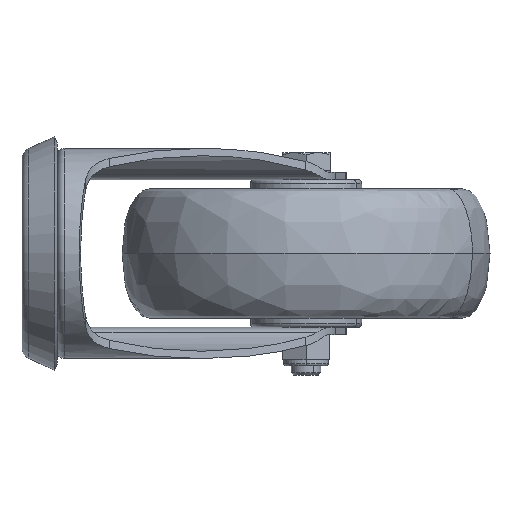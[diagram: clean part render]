
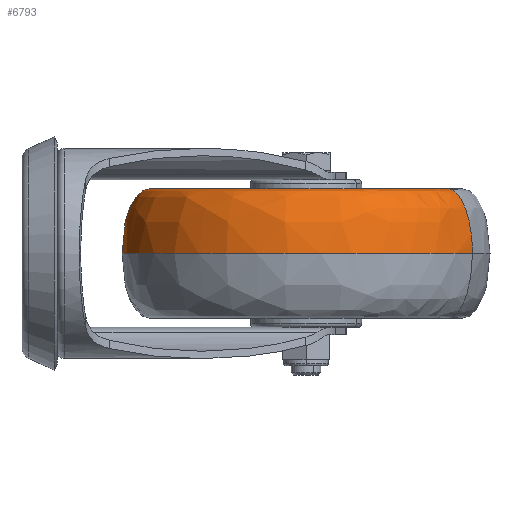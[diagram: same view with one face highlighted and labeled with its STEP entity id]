
A CAD part, left-side view. The second image highlights one B-rep face of the part: STEP entity #6793.
In plain terms, the highlighted free-form (B-spline) face has degree [3, 3] with [4, 4] control points.
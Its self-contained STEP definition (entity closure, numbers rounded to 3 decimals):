
#88 = DIRECTION ( 'NONE',  ( 0., 0., 1. ) ) ;
#285 = CARTESIAN_POINT ( 'NONE',  ( 53.604, -31.908, 10.251 ) ) ;
#586 = CARTESIAN_POINT ( 'NONE',  ( 50.364, -38.672, 17.5 ) ) ;
#692 = EDGE_CURVE ( 'NONE', #2631, #8428, #1219, .T. ) ;
#1205 = AXIS2_PLACEMENT_3D ( 'NONE', #15411, #88, #9415 ) ;
#1219 =( BOUNDED_CURVE ( )  B_SPLINE_CURVE ( 3, ( #14201, #14120, #11948, #10696 ),
 .UNSPECIFIED., .F., .F. ) 
 B_SPLINE_CURVE_WITH_KNOTS ( ( 4, 4 ),
 ( 4.712, 6.283 ),
 .UNSPECIFIED. ) 
 CURVE ( )  GEOMETRIC_REPRESENTATION_ITEM ( )  RATIONAL_B_SPLINE_CURVE ( ( 1., 0.805, 0.805, 1. ) ) 
 REPRESENTATION_ITEM ( '' )  );
#1459 = CARTESIAN_POINT ( 'NONE',  ( 52.262, -34.71, 17.5 ) ) ;
#2631 = VERTEX_POINT ( 'NONE', #6214 ) ;
#2712 = CARTESIAN_POINT ( 'NONE',  ( 10.396, -122.092, 0. ) ) ;
#2797 = CARTESIAN_POINT ( 'NONE',  ( -63.019, -78.6, 17.5 ) ) ;
#2995 = CARTESIAN_POINT ( 'NONE',  ( 10.396, -122.092, 10.251 ) ) ;
#3824 = CARTESIAN_POINT ( 'NONE',  ( 11.738, -119.29, 17.5 ) ) ;
#3872 = CARTESIAN_POINT ( 'NONE',  ( 11.738, -119.29, 17.5 ) ) ;
#4767 = ORIENTED_EDGE ( 'NONE', *, *, #5173, .T. ) ;
#5008 = EDGE_CURVE ( 'NONE', #6603, #8263, #12471, .T. ) ;
#5069 = CARTESIAN_POINT ( 'NONE',  ( -79.788, -78.883, 0. ) ) ;
#5173 = EDGE_CURVE ( 'NONE', #2631, #8263, #14617, .T. ) ;
#5654 =( BOUNDED_SURFACE ( )  B_SPLINE_SURFACE ( 3, 3, ( 
 ( #6092, #2797, #7238, #8655 ),
 ( #3824, #8577, #7413, #1459 ),
 ( #12370, #6237, #11017, #285 ),
 ( #2712, #5069, #11103, #7486 ) ),
 .UNSPECIFIED., .F., .F., .F. ) 
 B_SPLINE_SURFACE_WITH_KNOTS ( ( 4, 4 ),
 ( 4, 4 ),
 ( 0., 1. ),
 ( 0., 1. ),
 .UNSPECIFIED. ) 
 GEOMETRIC_REPRESENTATION_ITEM ( )  RATIONAL_B_SPLINE_SURFACE ( (
 ( 1., 0.333, 0.333, 1.),
 ( 0.805, 0.268, 0.268, 0.805),
 ( 0.805, 0.268, 0.268, 0.805),
 ( 1., 0.333, 0.333, 1.) ) ) 
 REPRESENTATION_ITEM ( '' )  SURFACE ( )  );
#5665 = EDGE_LOOP ( 'NONE', ( #8891, #4767, #5917, #10290 ) ) ;
#5917 = ORIENTED_EDGE ( 'NONE', *, *, #5008, .F. ) ;
#5960 = CIRCLE ( 'NONE', #1205, 42.5 ) ;
#6092 = CARTESIAN_POINT ( 'NONE',  ( 13.636, -115.328, 17.5 ) ) ;
#6167 = CARTESIAN_POINT ( 'NONE',  ( 32., -77., 0. ) ) ;
#6214 = CARTESIAN_POINT ( 'NONE',  ( 53.604, -31.908, 0. ) ) ;
#6237 = CARTESIAN_POINT ( 'NONE',  ( -79.788, -78.883, 10.251 ) ) ;
#6603 = VERTEX_POINT ( 'NONE', #7906 ) ;
#6793 = ADVANCED_FACE ( 'NONE', ( #13558 ), #5654, .F. ) ;
#7238 = CARTESIAN_POINT ( 'NONE',  ( -26.292, -1.945, 17.5 ) ) ;
#7413 = CARTESIAN_POINT ( 'NONE',  ( -32.318, 5.814, 17.5 ) ) ;
#7486 = CARTESIAN_POINT ( 'NONE',  ( 53.604, -31.908, 0. ) ) ;
#7888 = CARTESIAN_POINT ( 'NONE',  ( 10.396, -122.092, 0. ) ) ;
#7906 = CARTESIAN_POINT ( 'NONE',  ( 13.636, -115.328, 17.5 ) ) ;
#8263 = VERTEX_POINT ( 'NONE', #7888 ) ;
#8428 = VERTEX_POINT ( 'NONE', #586 ) ;
#8492 = DIRECTION ( 'NONE',  ( -0.432, -0.902, 0. ) ) ;
#8577 = CARTESIAN_POINT ( 'NONE',  ( -72.842, -78.766, 17.5 ) ) ;
#8655 = CARTESIAN_POINT ( 'NONE',  ( 50.364, -38.672, 17.5 ) ) ;
#8766 = CARTESIAN_POINT ( 'NONE',  ( 13.636, -115.328, 17.5 ) ) ;
#8891 = ORIENTED_EDGE ( 'NONE', *, *, #692, .F. ) ;
#9415 = DIRECTION ( 'NONE',  ( 0.432, 0.902, 0. ) ) ;
#10290 = ORIENTED_EDGE ( 'NONE', *, *, #14202, .F. ) ;
#10696 = CARTESIAN_POINT ( 'NONE',  ( 50.364, -38.672, 17.5 ) ) ;
#10940 = DIRECTION ( 'NONE',  ( 0., 0., 1. ) ) ;
#11017 = CARTESIAN_POINT ( 'NONE',  ( -36.579, 11.3, 10.251 ) ) ;
#11103 = CARTESIAN_POINT ( 'NONE',  ( -36.579, 11.3, 0. ) ) ;
#11948 = CARTESIAN_POINT ( 'NONE',  ( 52.262, -34.71, 17.5 ) ) ;
#12370 = CARTESIAN_POINT ( 'NONE',  ( 10.396, -122.092, 10.251 ) ) ;
#12471 =( BOUNDED_CURVE ( )  B_SPLINE_CURVE ( 3, ( #8766, #3872, #2995, #12567 ),
 .UNSPECIFIED., .F., .F. ) 
 B_SPLINE_CURVE_WITH_KNOTS ( ( 4, 4 ),
 ( 0., 1.571 ),
 .UNSPECIFIED. ) 
 CURVE ( )  GEOMETRIC_REPRESENTATION_ITEM ( )  RATIONAL_B_SPLINE_CURVE ( ( 1., 0.805, 0.805, 1. ) ) 
 REPRESENTATION_ITEM ( '' )  );
#12567 = CARTESIAN_POINT ( 'NONE',  ( 10.396, -122.092, 0. ) ) ;
#13558 = FACE_OUTER_BOUND ( 'NONE', #5665, .T. ) ;
#14120 = CARTESIAN_POINT ( 'NONE',  ( 53.604, -31.908, 10.251 ) ) ;
#14201 = CARTESIAN_POINT ( 'NONE',  ( 53.604, -31.908, 0. ) ) ;
#14202 = EDGE_CURVE ( 'NONE', #8428, #6603, #5960, .T. ) ;
#14617 = CIRCLE ( 'NONE', #15375, 50. ) ;
#15375 = AXIS2_PLACEMENT_3D ( 'NONE', #6167, #10940, #8492 ) ;
#15411 = CARTESIAN_POINT ( 'NONE',  ( 32., -77., 17.5 ) ) ;
